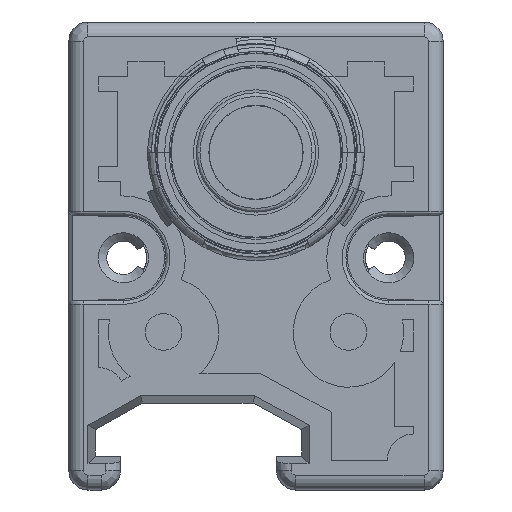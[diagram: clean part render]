
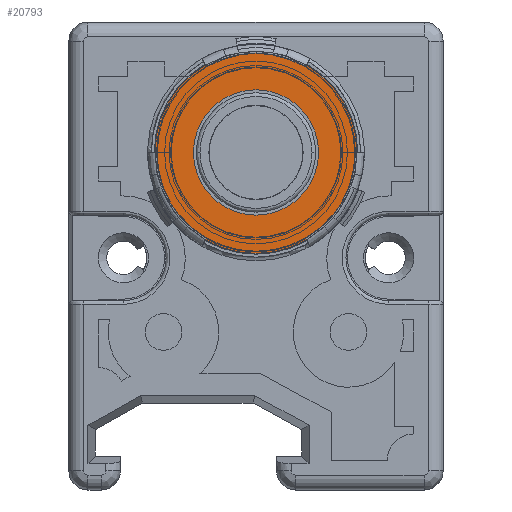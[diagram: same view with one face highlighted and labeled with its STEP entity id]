
A CAD part, front view. The second image highlights one B-rep face of the part: STEP entity #20793.
In plain terms, the highlighted planar face has unit normal (0, -1, 0).
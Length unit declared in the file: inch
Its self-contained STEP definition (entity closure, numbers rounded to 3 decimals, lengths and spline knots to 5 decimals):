
#5833=DIRECTION('',(-1.,0.,0.001));
#5834=VECTOR('',#5833,0.00492);
#5835=CARTESIAN_POINT('',(-0.26476,-0.98425,
0.90172));
#5836=LINE('',#5835,#5834);
#5837=CARTESIAN_POINT('',(0.,-0.98425,0.90157));
#5838=DIRECTION('',(0.,-1.,0.));
#5839=DIRECTION('',(-0.5,0.,0.866));
#5840=AXIS2_PLACEMENT_3D('',#5837,#5838,#5839);
#5842=DIRECTION('',(-0.501,0.,0.866));
#5843=VECTOR('',#5842,0.00492);
#5844=CARTESIAN_POINT('',(-0.13238,-0.98425,
1.13087));
#5845=LINE('',#5844,#5843);
#5846=DIRECTION('',(0.499,0.,0.866));
#5847=VECTOR('',#5846,0.00492);
#5848=CARTESIAN_POINT('',(0.13238,-0.98425,
1.13087));
#5849=LINE('',#5848,#5847);
#5850=CARTESIAN_POINT('',(0.,-0.98425,0.90157));
#5851=DIRECTION('',(0.,-1.,0.));
#5852=DIRECTION('',(1.,0.,0.));
#5853=AXIS2_PLACEMENT_3D('',#5850,#5851,#5852);
#5855=DIRECTION('',(1.,0.,0.));
#5856=VECTOR('',#5855,0.00492);
#5857=CARTESIAN_POINT('',(0.26476,-0.98425,
0.90157));
#5858=LINE('',#5857,#5856);
#5859=DIRECTION('',(0.501,0.,-0.866));
#5860=VECTOR('',#5859,0.00492);
#5861=CARTESIAN_POINT('',(0.13238,-0.98425,
0.67228));
#5862=LINE('',#5861,#5860);
#5863=CARTESIAN_POINT('',(0.,-0.98425,0.90157));
#5864=DIRECTION('',(0.,-1.,0.));
#5865=DIRECTION('',(-0.5,0.,-0.866));
#5866=AXIS2_PLACEMENT_3D('',#5863,#5864,#5865);
#5868=DIRECTION('',(-0.501,0.,-0.866));
#5869=VECTOR('',#5868,0.00492);
#5870=CARTESIAN_POINT('',(-0.13238,-0.98425,
0.67228));
#5871=LINE('',#5870,#5869);
#5872=CARTESIAN_POINT('',(0.,-0.98425,0.90157));
#5873=DIRECTION('',(0.,-1.,0.));
#5874=DIRECTION('',(-0.866,0.,0.5));
#5875=AXIS2_PLACEMENT_3D('',#5872,#5873,#5874);
#5877=CARTESIAN_POINT('',(0.,-0.98425,0.90157));
#5878=DIRECTION('',(0.,-1.,0.));
#5879=DIRECTION('',(0.866,0.,-0.5));
#5880=AXIS2_PLACEMENT_3D('',#5877,#5878,#5879);
#5882=CARTESIAN_POINT('',(0.,-0.98425,0.90157));
#5883=DIRECTION('',(0.,-1.,0.));
#5884=DIRECTION('',(-1.,0.,0.001));
#5885=AXIS2_PLACEMENT_3D('',#5882,#5883,#5884);
#6635=CARTESIAN_POINT('',(0.,-0.98425,0.90157));
#6636=DIRECTION('',(0.,-1.,0.));
#6637=DIRECTION('',(0.5,0.,-0.866));
#6638=AXIS2_PLACEMENT_3D('',#6635,#6636,#6637);
#7997=CARTESIAN_POINT('',(0.,-0.98425,0.90157));
#7998=DIRECTION('',(0.,-1.,0.));
#7999=DIRECTION('',(0.5,0.,0.866));
#8000=AXIS2_PLACEMENT_3D('',#7997,#7998,#7999);
#12316=CARTESIAN_POINT('',(0.13484,-0.98425,
1.13513));
#12318=VERTEX_POINT('',#12316);
#12320=CARTESIAN_POINT('',(0.13238,-0.98425,
0.67228));
#12321=CARTESIAN_POINT('',(0.13484,-0.98425,
0.66802));
#12322=VERTEX_POINT('',#12320);
#12323=VERTEX_POINT('',#12321);
#12328=CARTESIAN_POINT('',(0.26476,-0.98425,
0.90157));
#12329=CARTESIAN_POINT('',(0.26968,-0.98425,
0.90157));
#12330=VERTEX_POINT('',#12328);
#12331=VERTEX_POINT('',#12329);
#12344=CARTESIAN_POINT('',(-0.13484,-0.98425,
0.66802));
#12345=VERTEX_POINT('',#12344);
#12356=CARTESIAN_POINT('',(0.13238,-0.98425,
1.13087));
#12357=VERTEX_POINT('',#12356);
#12360=CARTESIAN_POINT('',(-0.13238,-0.98425,
1.13087));
#12361=CARTESIAN_POINT('',(-0.13484,-0.98425,
1.13513));
#12362=VERTEX_POINT('',#12360);
#12363=VERTEX_POINT('',#12361);
#12392=CARTESIAN_POINT('',(-0.14491,-0.98425,
0.98524));
#12393=CARTESIAN_POINT('',(0.14491,-0.98425,
0.81791));
#12394=VERTEX_POINT('',#12392);
#12395=VERTEX_POINT('',#12393);
#12404=CARTESIAN_POINT('',(-0.26476,-0.98425,
0.90172));
#12405=CARTESIAN_POINT('',(-0.26968,-0.98425,
0.90172));
#12406=VERTEX_POINT('',#12404);
#12407=VERTEX_POINT('',#12405);
#12412=CARTESIAN_POINT('',(-0.13238,-0.98425,
0.67228));
#12413=VERTEX_POINT('',#12412);
#20758=CARTESIAN_POINT('',(0.,-0.98425,0.90157));
#20759=DIRECTION('',(0.,-1.,0.));
#20760=DIRECTION('',(-0.5,0.,-0.866));
#20761=AXIS2_PLACEMENT_3D('',#20758,#20759,#20760);
#20762=PLANE('',#20761);
#20764=ORIENTED_EDGE('',*,*,#20763,.F.);
#20766=ORIENTED_EDGE('',*,*,#20765,.T.);
#20768=ORIENTED_EDGE('',*,*,#20767,.F.);
#20770=ORIENTED_EDGE('',*,*,#20769,.F.);
#20772=ORIENTED_EDGE('',*,*,#20771,.F.);
#20774=ORIENTED_EDGE('',*,*,#20773,.T.);
#20776=ORIENTED_EDGE('',*,*,#20775,.F.);
#20778=ORIENTED_EDGE('',*,*,#20777,.F.);
#20780=ORIENTED_EDGE('',*,*,#20779,.F.);
#20782=ORIENTED_EDGE('',*,*,#20781,.T.);
#20784=ORIENTED_EDGE('',*,*,#20783,.F.);
#20786=ORIENTED_EDGE('',*,*,#20785,.F.);
#20787=EDGE_LOOP('',(#20764,#20766,#20768,#20770,#20772,#20774,#20776,#20778,
#20780,#20782,#20784,#20786));
#20788=FACE_OUTER_BOUND('',#20787,.F.);
#20789=ORIENTED_EDGE('',*,*,#20738,.T.);
#20790=ORIENTED_EDGE('',*,*,#20752,.T.);
#20791=EDGE_LOOP('',(#20789,#20790));
#20792=FACE_BOUND('',#20791,.F.);
#20793=ADVANCED_FACE('',(#20788,#20792),#20762,.T.);
#5841=CIRCLE('',#5840,0.26969);
#5854=CIRCLE('',#5853,0.26969);
#5867=CIRCLE('',#5866,0.26969);
#5876=CIRCLE('',#5875,0.16732);
#5881=CIRCLE('',#5880,0.16732);
#5886=CIRCLE('',#5885,0.26476);
#6639=CIRCLE('',#6638,0.26476);
#8001=CIRCLE('',#8000,0.26476);
#20738=EDGE_CURVE('',#12394,#12395,#5876,.T.);
#20752=EDGE_CURVE('',#12395,#12394,#5881,.T.);
#20763=EDGE_CURVE('',#12406,#12413,#5886,.T.);
#20765=EDGE_CURVE('',#12406,#12407,#5836,.T.);
#20767=EDGE_CURVE('',#12363,#12407,#5841,.T.);
#20769=EDGE_CURVE('',#12362,#12363,#5845,.T.);
#20771=EDGE_CURVE('',#12357,#12362,#8001,.T.);
#20773=EDGE_CURVE('',#12357,#12318,#5849,.T.);
#20775=EDGE_CURVE('',#12331,#12318,#5854,.T.);
#20777=EDGE_CURVE('',#12330,#12331,#5858,.T.);
#20779=EDGE_CURVE('',#12322,#12330,#6639,.T.);
#20781=EDGE_CURVE('',#12322,#12323,#5862,.T.);
#20783=EDGE_CURVE('',#12345,#12323,#5867,.T.);
#20785=EDGE_CURVE('',#12413,#12345,#5871,.T.);
